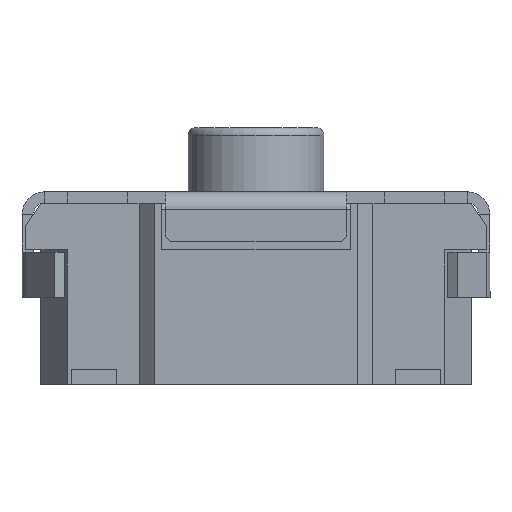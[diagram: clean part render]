
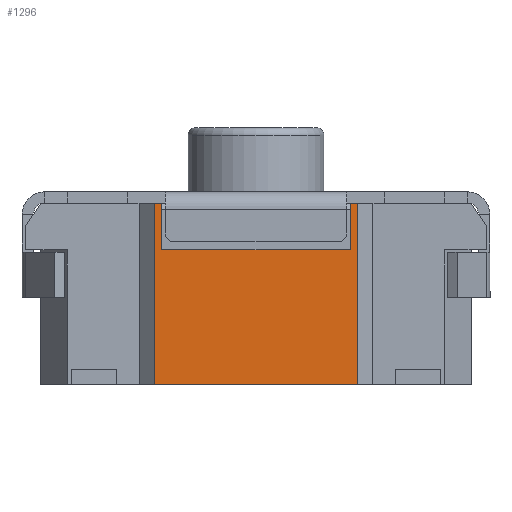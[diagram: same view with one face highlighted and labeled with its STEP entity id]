
A CAD part, front view. The second image highlights one B-rep face of the part: STEP entity #1296.
In plain terms, the highlighted planar face has unit normal (0, -1, 0).
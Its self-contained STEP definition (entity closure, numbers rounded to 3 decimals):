
#41 = VECTOR ( 'NONE', #3147, 1000. ) ;
#185 = CARTESIAN_POINT ( 'NONE',  ( -1.35, -1.75, -2.581 ) ) ;
#591 = EDGE_CURVE ( 'NONE', #6260, #6102, #1598, .T. ) ;
#610 = ORIENTED_EDGE ( 'NONE', *, *, #5591, .T. ) ;
#619 = VECTOR ( 'NONE', #4125, 1000. ) ;
#669 = PLANE ( 'NONE',  #5860 ) ;
#692 = ORIENTED_EDGE ( 'NONE', *, *, #4278, .F. ) ;
#974 = VERTEX_POINT ( 'NONE', #3363 ) ;
#981 = EDGE_CURVE ( 'NONE', #3043, #6260, #5531, .T. ) ;
#987 = DIRECTION ( 'NONE',  ( -1., 0., 0. ) ) ;
#1010 = DIRECTION ( 'NONE',  ( 0., 0., -1. ) ) ;
#1144 = DIRECTION ( 'NONE',  ( 0., 1., 0. ) ) ;
#1296 = ADVANCED_FACE ( 'NONE', ( #2449 ), #669, .F. ) ;
#1346 = VECTOR ( 'NONE', #1010, 1000. ) ;
#1591 = CARTESIAN_POINT ( 'NONE',  ( 1.35, -1.75, -0.801 ) ) ;
#1598 = LINE ( 'NONE', #6120, #3068 ) ;
#1620 = LINE ( 'NONE', #4819, #5170 ) ;
#1640 = LINE ( 'NONE', #1591, #41 ) ;
#1673 = ORIENTED_EDGE ( 'NONE', *, *, #3948, .F. ) ;
#1851 = LINE ( 'NONE', #3196, #619 ) ;
#1919 = DIRECTION ( 'NONE',  ( 0., 0., -1. ) ) ;
#1935 = VECTOR ( 'NONE', #2144, 1000. ) ;
#1982 = VECTOR ( 'NONE', #5365, 1000. ) ;
#2083 = CARTESIAN_POINT ( 'NONE',  ( 1.35, -1.75, -2.581 ) ) ;
#2144 = DIRECTION ( 'NONE',  ( 0., 0., 1. ) ) ;
#2153 = DIRECTION ( 'NONE',  ( 0., 0., 1. ) ) ;
#2449 = FACE_OUTER_BOUND ( 'NONE', #4418, .T. ) ;
#2524 = CARTESIAN_POINT ( 'NONE',  ( -1.25, -1.75, -0.181 ) ) ;
#2646 = ORIENTED_EDGE ( 'NONE', *, *, #4576, .T. ) ;
#2651 = CARTESIAN_POINT ( 'NONE',  ( 1.25, -1.75, -0.801 ) ) ;
#2709 = EDGE_CURVE ( 'NONE', #974, #3299, #2821, .T. ) ;
#2821 = LINE ( 'NONE', #4462, #1346 ) ;
#3038 = ORIENTED_EDGE ( 'NONE', *, *, #2709, .T. ) ;
#3043 = VERTEX_POINT ( 'NONE', #3077 ) ;
#3068 = VECTOR ( 'NONE', #4213, 1000. ) ;
#3077 = CARTESIAN_POINT ( 'NONE',  ( -1.35, -1.75, -2.581 ) ) ;
#3147 = DIRECTION ( 'NONE',  ( -1., 0., 0. ) ) ;
#3196 = CARTESIAN_POINT ( 'NONE',  ( 1.25, -1.75, -0.181 ) ) ;
#3299 = VERTEX_POINT ( 'NONE', #2651 ) ;
#3328 = ORIENTED_EDGE ( 'NONE', *, *, #981, .T. ) ;
#3363 = CARTESIAN_POINT ( 'NONE',  ( 1.25, -1.75, -0.181 ) ) ;
#3709 = EDGE_CURVE ( 'NONE', #3043, #5246, #5244, .T. ) ;
#3769 = CARTESIAN_POINT ( 'NONE',  ( -1.35, -1.75, -0.181 ) ) ;
#3948 = EDGE_CURVE ( 'NONE', #5577, #4334, #1620, .T. ) ;
#4100 = CARTESIAN_POINT ( 'NONE',  ( 1.35, -1.75, -2.581 ) ) ;
#4125 = DIRECTION ( 'NONE',  ( 1., 0., 0. ) ) ;
#4213 = DIRECTION ( 'NONE',  ( 0., 0., 1. ) ) ;
#4278 = EDGE_CURVE ( 'NONE', #974, #6102, #1851, .T. ) ;
#4334 = VERTEX_POINT ( 'NONE', #5606 ) ;
#4362 = CARTESIAN_POINT ( 'NONE',  ( 1.35, -1.75, -2.581 ) ) ;
#4418 = EDGE_LOOP ( 'NONE', ( #692, #3038, #610, #1673, #2646, #5174, #3328, #4813 ) ) ;
#4421 = CARTESIAN_POINT ( 'NONE',  ( 1.35, -1.75, -0.181 ) ) ;
#4462 = CARTESIAN_POINT ( 'NONE',  ( 1.25, -1.75, -2.581 ) ) ;
#4576 = EDGE_CURVE ( 'NONE', #5577, #5246, #5083, .T. ) ;
#4813 = ORIENTED_EDGE ( 'NONE', *, *, #591, .T. ) ;
#4819 = CARTESIAN_POINT ( 'NONE',  ( -1.25, -1.75, -2.581 ) ) ;
#5083 = LINE ( 'NONE', #2524, #5234 ) ;
#5170 = VECTOR ( 'NONE', #1919, 1000. ) ;
#5174 = ORIENTED_EDGE ( 'NONE', *, *, #3709, .F. ) ;
#5234 = VECTOR ( 'NONE', #987, 1000. ) ;
#5244 = LINE ( 'NONE', #185, #1935 ) ;
#5246 = VERTEX_POINT ( 'NONE', #3769 ) ;
#5365 = DIRECTION ( 'NONE',  ( 1., 0., 0. ) ) ;
#5531 = LINE ( 'NONE', #4362, #1982 ) ;
#5577 = VERTEX_POINT ( 'NONE', #5621 ) ;
#5591 = EDGE_CURVE ( 'NONE', #3299, #4334, #1640, .T. ) ;
#5606 = CARTESIAN_POINT ( 'NONE',  ( -1.25, -1.75, -0.801 ) ) ;
#5621 = CARTESIAN_POINT ( 'NONE',  ( -1.25, -1.75, -0.181 ) ) ;
#5860 = AXIS2_PLACEMENT_3D ( 'NONE', #4100, #1144, #2153 ) ;
#6102 = VERTEX_POINT ( 'NONE', #4421 ) ;
#6120 = CARTESIAN_POINT ( 'NONE',  ( 1.35, -1.75, -2.581 ) ) ;
#6260 = VERTEX_POINT ( 'NONE', #2083 ) ;
